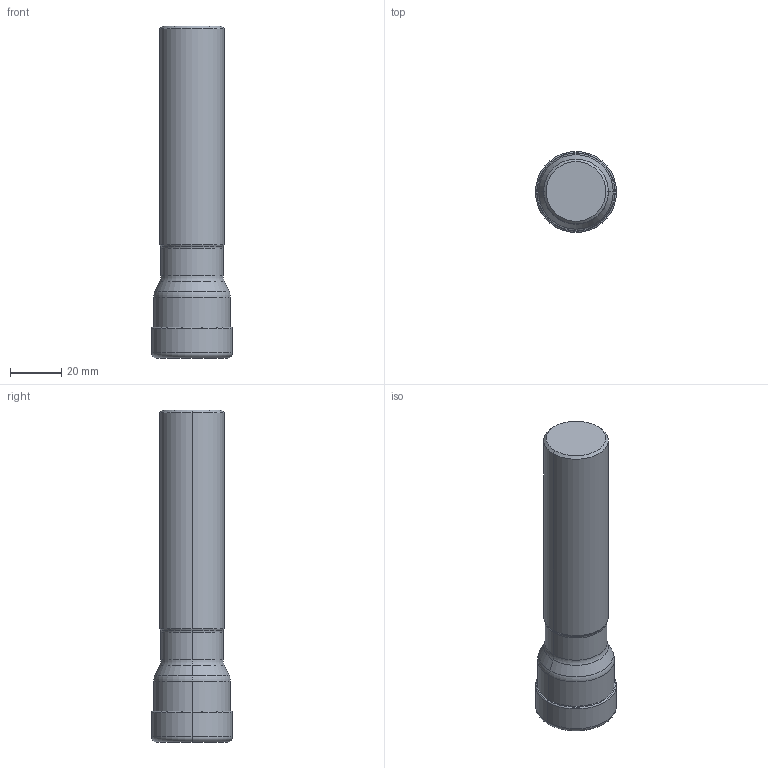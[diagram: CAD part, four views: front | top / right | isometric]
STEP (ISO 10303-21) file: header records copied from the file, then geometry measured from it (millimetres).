
FILE_DESCRIPTION(/* description */ (''),/* implementation_level */ '2;1');
FILE_NAME(/* name */ 'VPX300UR2003FA16S_IR0_079.stp',/* time_stamp */ '2025-07-08T15:37:51+09:00',/* author */ (''),/* organization */ (''),/* preprocessor_version */ 'ST-DEVELOPER v18.101',/* originating_system */ 'SIEMENS PLM Software NX 2011',/* authorisation */ '');
FILE_SCHEMA (('AUTOMOTIVE_DESIGN { 1 0 10303 214 3 1 1 1 }'));
Length unit declared in the file: millimetre
Products named in the file (1): VPX300UR2003FA16S_IR0_079_ASM
Bounding box: 31.75 x 31.75 x 130.18 mm (x, y, z)
Volume: 75361.8 mm3; surface area: 14539.3 mm2
Topology: 2 solids, 2 shells, 65 faces, 165 edges, 121 vertices
Faces by surface type: torus 26, cone 12, bspline 12, cylinder 8, plane 3, revolution 2, sphere 2
Entity records: 2676 total; most frequent: CARTESIAN_POINT 1088, DIRECTION 318, ORIENTED_EDGE 296, AXIS2_PLACEMENT_3D 149, EDGE_CURVE 148, CIRCLE 90, VERTEX_POINT 86, EDGE_LOOP 66
